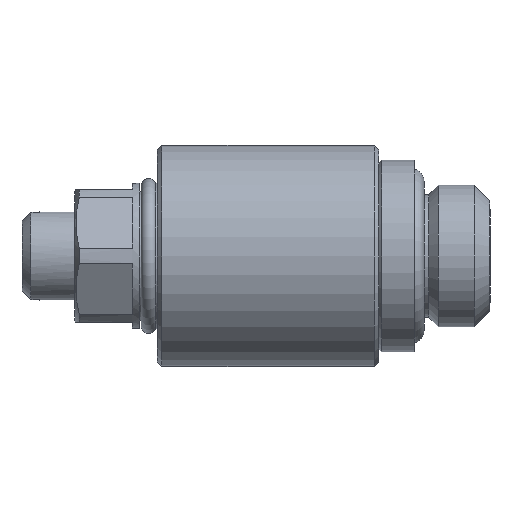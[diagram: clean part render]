
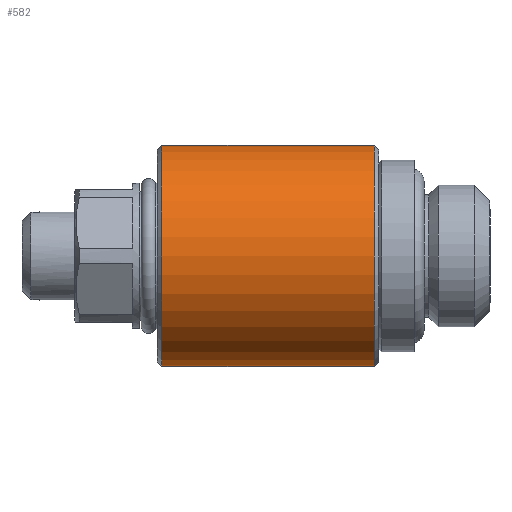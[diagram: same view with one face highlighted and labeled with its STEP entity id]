
A CAD part, left-side view. The second image highlights one B-rep face of the part: STEP entity #582.
In plain terms, the highlighted cylindrical face has radius 7.5 mm (diameter 15 mm), a full revolution.
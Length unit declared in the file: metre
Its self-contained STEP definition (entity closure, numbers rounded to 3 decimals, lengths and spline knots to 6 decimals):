
#582 = ADVANCED_FACE( 'NONE', ( #1253, #1254, #1255 ), #1256, .T. );
#1253 = FACE_OUTER_BOUND( '', #3284, .T. );
#1254 = FACE_OUTER_BOUND( '', #3285, .T. );
#1255 = FACE_BOUND( '', #3286, .T. );
#1256 = CYLINDRICAL_SURFACE( '', #3287, 0.0075 );
#3284 = EDGE_LOOP( '', ( #5779 ) );
#3285 = EDGE_LOOP( '', ( #5780 ) );
#3286 = EDGE_LOOP( '', ( #5781, #5782 ) );
#3287 = AXIS2_PLACEMENT_3D( '', #5783, #5784, #5785 );
#5779 = ORIENTED_EDGE( '', *, *, #7065, .T. );
#5780 = ORIENTED_EDGE( '', *, *, #6765, .F. );
#5781 = ORIENTED_EDGE( '', *, *, #6851, .T. );
#5782 = ORIENTED_EDGE( '', *, *, #7066, .T. );
#5783 = CARTESIAN_POINT( '', ( 0., 0.005519, 0. ) );
#5784 = DIRECTION( '', ( 0., -1., 0. ) );
#5785 = DIRECTION( '', ( 0., 0., -1. ) );
#6765 = EDGE_CURVE( 'NONE', #7715, #7715, #7716, .T. );
#6851 = EDGE_CURVE( 'NONE', #7854, #7851, #7855, .T. );
#7065 = EDGE_CURVE( 'NONE', #8164, #8164, #8165, .T. );
#7066 = EDGE_CURVE( 'NONE', #7851, #7854, #8166, .T. );
#7715 = VERTEX_POINT( '', #9800 );
#7716 = CIRCLE( '', #9801, 0.0075 );
#7851 = VERTEX_POINT( 'NONE', #10191 );
#7854 = VERTEX_POINT( 'NONE', #10194 );
#7855 = B_SPLINE_CURVE_WITH_KNOTS( '', 3, ( #10195, #10196, #10197, #10198, #10199, #10200, #10201, #10202, #10203, #10204, #10205, #10206, #10207, #10208, #10209, #10210, #10211, #10212, #10213, #10214, #10215, #10216, #10217, #10218, #10219, #10220, #10221, #10222 ), .UNSPECIFIED., .F., .F., ( 4, 1, 1, 1, 1, 1, 1, 1, 1, 1, 1, 1, 1, 1, 1, 1, 1, 1, 1, 1, 1, 1, 1, 1, 1, 4 ), ( 0., 0.011305, 0.021717, 0.031253, 0.046899, 0.062507, 0.09342, 0.124978, 0.184846, 0.249855, 0.312286, 0.374895, 0.438722, 0.499926, 0.562446, 0.624952, 0.686159, 0.749984, 0.812554, 0.874967, 0.906808, 0.937482, 0.953344, 0.968746, 0.982431, 1. ), .UNSPECIFIED. );
#8164 = VERTEX_POINT( '', #11383 );
#8165 = CIRCLE( '', #11384, 0.0075 );
#8166 = B_SPLINE_CURVE_WITH_KNOTS( '', 3, ( #11385, #11386, #11387, #11388, #11389, #11390, #11391, #11392, #11393, #11394, #11395, #11396, #11397, #11398, #11399, #11400, #11401, #11402, #11403, #11404, #11405, #11406, #11407, #11408, #11409, #11410, #11411, #11412 ), .UNSPECIFIED., .F., .F., ( 4, 1, 1, 1, 1, 1, 1, 1, 1, 1, 1, 1, 1, 1, 1, 1, 1, 1, 1, 1, 1, 1, 1, 1, 1, 4 ), ( 0., 0.011304, 0.021716, 0.031253, 0.046899, 0.062507, 0.093419, 0.124978, 0.184848, 0.249855, 0.312286, 0.374895, 0.438719, 0.499924, 0.562445, 0.624951, 0.686157, 0.749984, 0.812552, 0.874967, 0.906807, 0.937482, 0.953344, 0.968746, 0.98243, 1. ), .UNSPECIFIED. );
#9800 = CARTESIAN_POINT( '', ( 0., 0.0082, -0.0075 ) );
#9801 = AXIS2_PLACEMENT_3D( '', #12441, #12442, #12443 );
#10191 = CARTESIAN_POINT( '', ( 0.005165, 0.016548, -0.005438 ) );
#10194 = CARTESIAN_POINT( '', ( 0.005165, 0.014249, 0.005438 ) );
#10195 = CARTESIAN_POINT( '', ( 0.005165, 0.014249, 0.005438 ) );
#10196 = CARTESIAN_POINT( '', ( 0.005152, 0.014317, 0.00545 ) );
#10197 = CARTESIAN_POINT( '', ( 0.005127, 0.014446, 0.005474 ) );
#10198 = CARTESIAN_POINT( '', ( 0.005097, 0.014634, 0.005502 ) );
#10199 = CARTESIAN_POINT( '', ( 0.005069, 0.014849, 0.005528 ) );
#10200 = CARTESIAN_POINT( '', ( 0.005049, 0.015099, 0.005546 ) );
#10201 = CARTESIAN_POINT( '', ( 0.005037, 0.015482, 0.005557 ) );
#10202 = CARTESIAN_POINT( '', ( 0.005062, 0.015963, 0.005534 ) );
#10203 = CARTESIAN_POINT( '', ( 0.005179, 0.016701, 0.005426 ) );
#10204 = CARTESIAN_POINT( '', ( 0.00545, 0.017596, 0.005162 ) );
#10205 = CARTESIAN_POINT( '', ( 0.005887, 0.018549, 0.004667 ) );
#10206 = CARTESIAN_POINT( '', ( 0.00636, 0.019398, 0.004006 ) );
#10207 = CARTESIAN_POINT( '', ( 0.00681, 0.020106, 0.003192 ) );
#10208 = CARTESIAN_POINT( '', ( 0.007184, 0.020659, 0.002239 ) );
#10209 = CARTESIAN_POINT( '', ( 0.007438, 0.021014, 0.001159 ) );
#10210 = CARTESIAN_POINT( '', ( 0.00753, 0.021142, 0.00001 ) );
#10211 = CARTESIAN_POINT( '', ( 0.007442, 0.021019, -0.001139 ) );
#10212 = CARTESIAN_POINT( '', ( 0.00719, 0.020668, -0.002221 ) );
#10213 = CARTESIAN_POINT( '', ( 0.006818, 0.020118, -0.003176 ) );
#10214 = CARTESIAN_POINT( '', ( 0.006369, 0.019413, -0.003992 ) );
#10215 = CARTESIAN_POINT( '', ( 0.005978, 0.018714, -0.004541 ) );
#10216 = CARTESIAN_POINT( '', ( 0.005682, 0.0181, -0.004899 ) );
#10217 = CARTESIAN_POINT( '', ( 0.00551, 0.01769, -0.005089 ) );
#10218 = CARTESIAN_POINT( '', ( 0.005388, 0.017353, -0.005218 ) );
#10219 = CARTESIAN_POINT( '', ( 0.005305, 0.017102, -0.005302 ) );
#10220 = CARTESIAN_POINT( '', ( 0.005232, 0.016834, -0.005374 ) );
#10221 = CARTESIAN_POINT( '', ( 0.005189, 0.016651, -0.005415 ) );
#10222 = CARTESIAN_POINT( '', ( 0.005165, 0.016548, -0.005438 ) );
#11383 = CARTESIAN_POINT( '', ( 0., 0.0226, -0.0075 ) );
#11384 = AXIS2_PLACEMENT_3D( '', #12632, #12633, #12634 );
#11385 = CARTESIAN_POINT( '', ( 0.005165, 0.016548, -0.005438 ) );
#11386 = CARTESIAN_POINT( '', ( 0.005152, 0.016481, -0.00545 ) );
#11387 = CARTESIAN_POINT( '', ( 0.005127, 0.016352, -0.005474 ) );
#11388 = CARTESIAN_POINT( '', ( 0.005097, 0.016164, -0.005502 ) );
#11389 = CARTESIAN_POINT( '', ( 0.005069, 0.015948, -0.005528 ) );
#11390 = CARTESIAN_POINT( '', ( 0.005048, 0.015698, -0.005546 ) );
#11391 = CARTESIAN_POINT( '', ( 0.005037, 0.015316, -0.005557 ) );
#11392 = CARTESIAN_POINT( '', ( 0.005062, 0.014835, -0.005534 ) );
#11393 = CARTESIAN_POINT( '', ( 0.00518, 0.014097, -0.005426 ) );
#11394 = CARTESIAN_POINT( '', ( 0.005451, 0.013202, -0.005162 ) );
#11395 = CARTESIAN_POINT( '', ( 0.005888, 0.01225, -0.004666 ) );
#11396 = CARTESIAN_POINT( '', ( 0.00636, 0.011401, -0.004005 ) );
#11397 = CARTESIAN_POINT( '', ( 0.006811, 0.010693, -0.003192 ) );
#11398 = CARTESIAN_POINT( '', ( 0.007185, 0.010141, -0.002239 ) );
#11399 = CARTESIAN_POINT( '', ( 0.007438, 0.009786, -0.001159 ) );
#11400 = CARTESIAN_POINT( '', ( 0.00753, 0.009658, -0.000011 ) );
#11401 = CARTESIAN_POINT( '', ( 0.007442, 0.009781, 0.001138 ) );
#11402 = CARTESIAN_POINT( '', ( 0.007191, 0.010132, 0.00222 ) );
#11403 = CARTESIAN_POINT( '', ( 0.006818, 0.010682, 0.003175 ) );
#11404 = CARTESIAN_POINT( '', ( 0.006369, 0.011386, 0.003991 ) );
#11405 = CARTESIAN_POINT( '', ( 0.005979, 0.012085, 0.00454 ) );
#11406 = CARTESIAN_POINT( '', ( 0.005683, 0.012698, 0.004898 ) );
#11407 = CARTESIAN_POINT( '', ( 0.005511, 0.013108, 0.005089 ) );
#11408 = CARTESIAN_POINT( '', ( 0.005388, 0.013445, 0.005217 ) );
#11409 = CARTESIAN_POINT( '', ( 0.005306, 0.013696, 0.005301 ) );
#11410 = CARTESIAN_POINT( '', ( 0.005233, 0.013964, 0.005373 ) );
#11411 = CARTESIAN_POINT( '', ( 0.00519, 0.014146, 0.005415 ) );
#11412 = CARTESIAN_POINT( '', ( 0.005165, 0.014249, 0.005438 ) );
#12441 = CARTESIAN_POINT( '', ( 0., 0.0082, 0. ) );
#12442 = DIRECTION( '', ( 0., -1., 0. ) );
#12443 = DIRECTION( '', ( 0., 0., -1. ) );
#12632 = CARTESIAN_POINT( '', ( 0., 0.0226, 0. ) );
#12633 = DIRECTION( '', ( 0., -1., 0. ) );
#12634 = DIRECTION( '', ( 0., 0., -1. ) );
